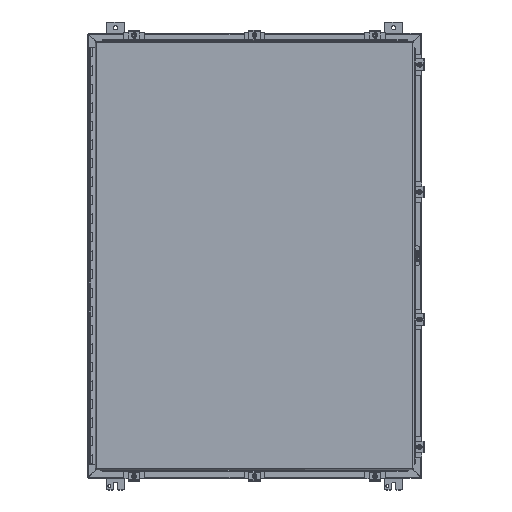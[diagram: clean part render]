
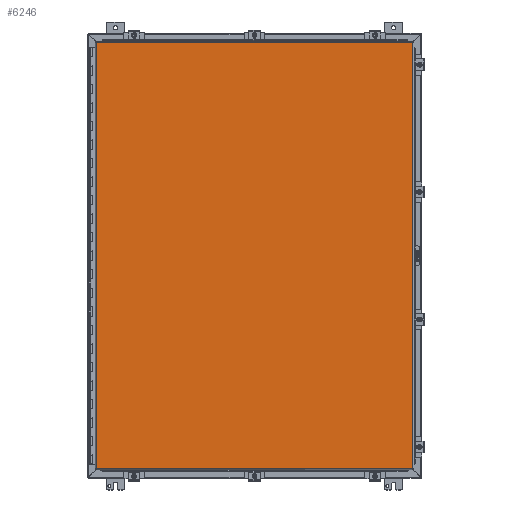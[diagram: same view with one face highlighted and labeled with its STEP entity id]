
A CAD part, top view. The second image highlights one B-rep face of the part: STEP entity #6246.
In plain terms, the highlighted face is planar.
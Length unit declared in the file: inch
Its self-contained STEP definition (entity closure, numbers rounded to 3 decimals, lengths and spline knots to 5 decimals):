
#101 = LINE ( 'NONE', #26966, #33262 ) ;
#1775 = CARTESIAN_POINT ( 'NONE',  ( 17.08225, -22.9885, 0. ) ) ;
#2226 = CARTESIAN_POINT ( 'NONE',  ( 17.08225, 22.9885, 0. ) ) ;
#3353 = EDGE_CURVE ( 'NONE', #14832, #37347, #34746, .T. ) ;
#6246 = ADVANCED_FACE ( 'NONE', ( #6902 ), #28096, .F. ) ;
#6709 = ORIENTED_EDGE ( 'NONE', *, *, #9128, .T. ) ;
#6902 = FACE_OUTER_BOUND ( 'NONE', #32135, .T. ) ;
#8314 = EDGE_CURVE ( 'NONE', #37347, #36209, #30732, .T. ) ;
#9128 = EDGE_CURVE ( 'NONE', #19600, #14832, #101, .T. ) ;
#13596 = DIRECTION ( 'NONE',  ( 1., 0., 0. ) ) ;
#13647 = CARTESIAN_POINT ( 'NONE',  ( -17.08225, 22.9885, 0. ) ) ;
#14832 = VERTEX_POINT ( 'NONE', #41055 ) ;
#17307 = EDGE_CURVE ( 'NONE', #36209, #19600, #18056, .T. ) ;
#18056 = LINE ( 'NONE', #30707, #35073 ) ;
#18151 = ORIENTED_EDGE ( 'NONE', *, *, #17307, .T. ) ;
#19600 = VERTEX_POINT ( 'NONE', #34221 ) ;
#24268 = ORIENTED_EDGE ( 'NONE', *, *, #8314, .T. ) ;
#26553 = AXIS2_PLACEMENT_3D ( 'NONE', #35402, #35688, #36188 ) ;
#26966 = CARTESIAN_POINT ( 'NONE',  ( -17.08225, -22.9885, 0. ) ) ;
#27108 = DIRECTION ( 'NONE',  ( 0., 1., 0. ) ) ;
#28096 = PLANE ( 'NONE',  #26553 ) ;
#30707 = CARTESIAN_POINT ( 'NONE',  ( 17.08225, -22.9885, 0. ) ) ;
#30732 = LINE ( 'NONE', #32075, #38643 ) ;
#31288 = DIRECTION ( 'NONE',  ( -1., 0., 0. ) ) ;
#32075 = CARTESIAN_POINT ( 'NONE',  ( 17.08225, 22.9885, 0. ) ) ;
#32135 = EDGE_LOOP ( 'NONE', ( #6709, #39259, #24268, #18151 ) ) ;
#32309 = DIRECTION ( 'NONE',  ( 0., -1., 0. ) ) ;
#33262 = VECTOR ( 'NONE', #27108, 39.37008 ) ;
#34221 = CARTESIAN_POINT ( 'NONE',  ( -17.08225, -22.9885, 0. ) ) ;
#34746 = LINE ( 'NONE', #13647, #35080 ) ;
#35073 = VECTOR ( 'NONE', #31288, 39.37008 ) ;
#35080 = VECTOR ( 'NONE', #13596, 39.37008 ) ;
#35402 = CARTESIAN_POINT ( 'NONE',  ( 0., 0., 0. ) ) ;
#35688 = DIRECTION ( 'NONE',  ( 0., 0., 1. ) ) ;
#36188 = DIRECTION ( 'NONE',  ( 1., 0., 0. ) ) ;
#36209 = VERTEX_POINT ( 'NONE', #1775 ) ;
#37347 = VERTEX_POINT ( 'NONE', #2226 ) ;
#38643 = VECTOR ( 'NONE', #32309, 39.37008 ) ;
#39259 = ORIENTED_EDGE ( 'NONE', *, *, #3353, .T. ) ;
#41055 = CARTESIAN_POINT ( 'NONE',  ( -17.08225, 22.9885, 0. ) ) ;
